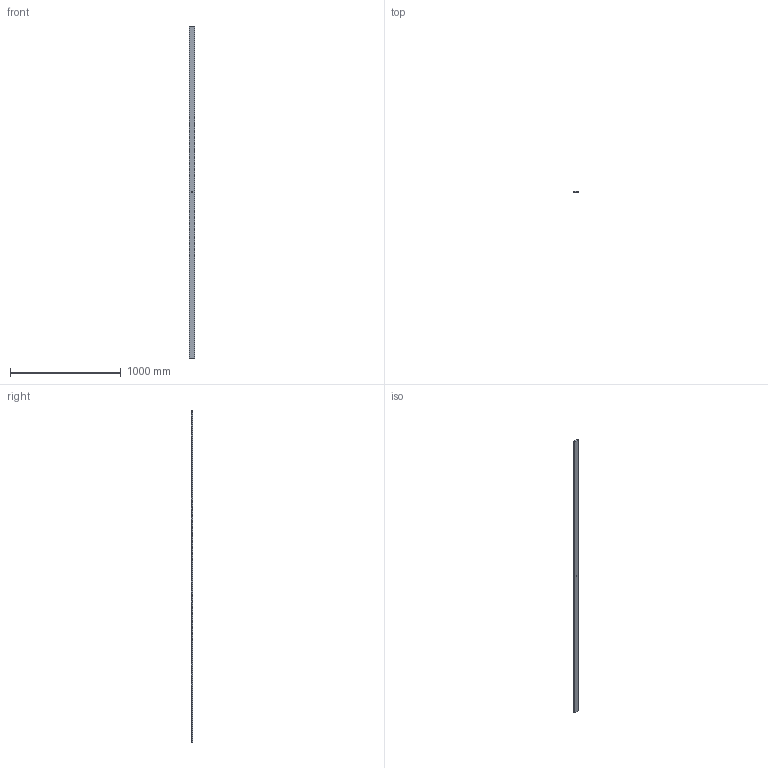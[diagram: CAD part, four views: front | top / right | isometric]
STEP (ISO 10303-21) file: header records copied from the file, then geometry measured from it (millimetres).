
FILE_DESCRIPTION (( 'STEP AP203' ), '1' );
FILE_NAME ('2100.step', '2022-04-27T08:05:32', ( '' ), ( '' ), 'SwSTEP 2.0', 'SolidWorks 2018', '' );
FILE_SCHEMA (( 'CONFIG_CONTROL_DESIGN' ));
Length unit declared in the file: millimetre
Products named in the file (1): 2100
Bounding box: 50 x 10 x 3000 mm (x, y, z)
Volume: 1478537.5 mm3; surface area: 362914.5 mm2
Topology: 1 solids, 1 shells, 411 faces, 1572 edges, 781 vertices
Faces by surface type: torus 201, plane 118, bspline 92
Entity records: 18131 total; most frequent: CARTESIAN_POINT 7561, ORIENTED_EDGE 2344, DIRECTION 2032, EDGE_CURVE 1172, VERTEX_POINT 781, AXIS2_PLACEMENT_3D 724, VECTOR 584, LINE 584
